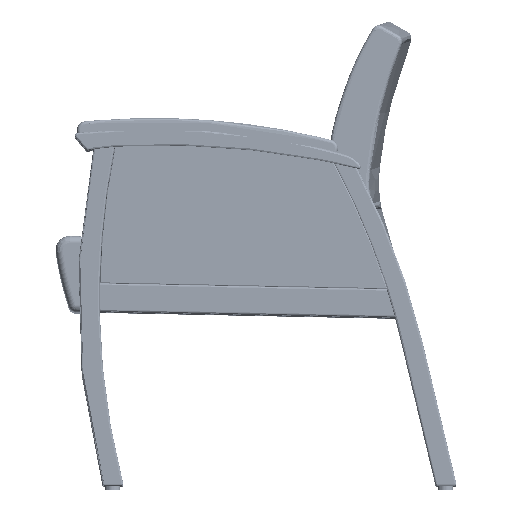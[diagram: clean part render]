
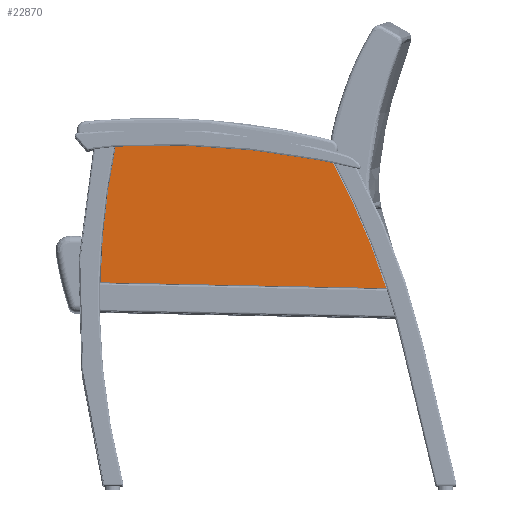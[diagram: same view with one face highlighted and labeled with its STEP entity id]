
A CAD part, top view. The second image highlights one B-rep face of the part: STEP entity #22870.
In plain terms, the highlighted planar face has unit normal (0, 0, 1).
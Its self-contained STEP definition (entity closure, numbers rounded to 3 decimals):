
#2536=PLANE('',#25574);
#3460=LINE('',#120146,#4395);
#4395=VECTOR('',#31799,20.361);
#6313=FACE_OUTER_BOUND('',#8240,.T.);
#8240=EDGE_LOOP('',(#20219,#20220,#20221,#20222));
#9573=CIRCLE('',#25572,53.107);
#9575=CIRCLE('',#25575,53.107);
#9576=CIRCLE('',#25576,59.771);
#11518=VERTEX_POINT('',#120111);
#11521=VERTEX_POINT('',#120131);
#11522=VERTEX_POINT('',#120148);
#11524=VERTEX_POINT('',#120167);
#14425=EDGE_CURVE('',#11521,#11518,#3460,.T.);
#14426=EDGE_CURVE('',#11518,#11522,#9573,.T.);
#14429=EDGE_CURVE('',#11524,#11521,#9575,.T.);
#14430=EDGE_CURVE('',#11522,#11524,#9576,.T.);
#20219=ORIENTED_EDGE('',*,*,#14425,.F.);
#20220=ORIENTED_EDGE('',*,*,#14429,.F.);
#20221=ORIENTED_EDGE('',*,*,#14430,.F.);
#20222=ORIENTED_EDGE('',*,*,#14426,.F.);
#22870=ADVANCED_FACE('',(#6313),#2536,.T.);
#25572=AXIS2_PLACEMENT_3D('',#120149,#31802,#31803);
#25574=AXIS2_PLACEMENT_3D('',#120166,#31806,#31807);
#25575=AXIS2_PLACEMENT_3D('',#120168,#31808,#31809);
#25576=AXIS2_PLACEMENT_3D('',#120169,#31810,#31811);
#31799=DIRECTION('',(-1.,0.02,0.));
#31802=DIRECTION('center_axis',(0.,0.,-1.));
#31803=DIRECTION('ref_axis',(-0.994,0.11,0.));
#31806=DIRECTION('center_axis',(0.,0.,1.));
#31807=DIRECTION('ref_axis',(1.,0.,0.));
#31808=DIRECTION('center_axis',(0.,0.,-1.));
#31809=DIRECTION('ref_axis',(0.921,0.39,0.));
#31810=DIRECTION('center_axis',(0.,0.,-1.));
#31811=DIRECTION('ref_axis',(0.068,0.998,0.));
#120111=CARTESIAN_POINT('',(-10.294,-4.614,0.813));
#120131=CARTESIAN_POINT('',(10.063,-5.024,0.813));
#120146=CARTESIAN_POINT('',(4.99,-4.922,0.813));
#120148=CARTESIAN_POINT('',(-9.201,5.166,0.813));
#120149=CARTESIAN_POINT('Origin',(42.804,-5.595,0.813));
#120166=CARTESIAN_POINT('Origin',(0.,0.,0.813));
#120167=CARTESIAN_POINT('',(6.211,4.023,0.813));
#120168=CARTESIAN_POINT('Origin',(-40.515,-21.216,0.813));
#120169=CARTESIAN_POINT('Origin',(-5.878,-54.512,0.813));
